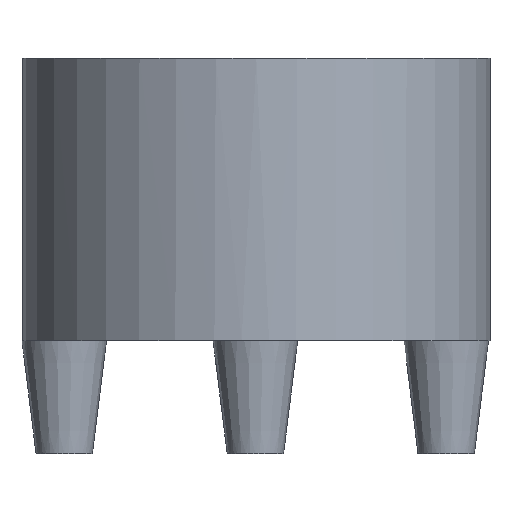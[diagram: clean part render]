
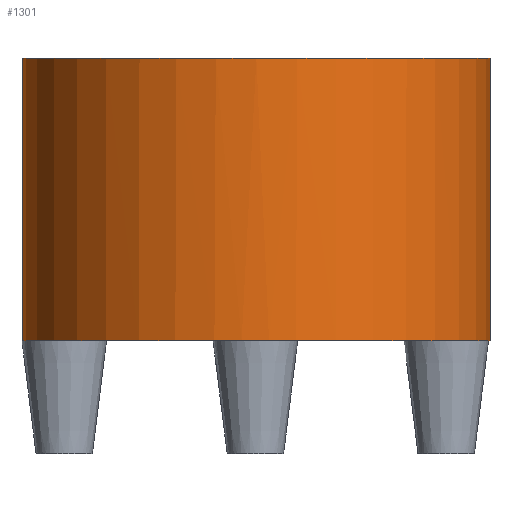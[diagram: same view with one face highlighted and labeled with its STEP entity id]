
A CAD part, front view. The second image highlights one B-rep face of the part: STEP entity #1301.
In plain terms, the highlighted cylindrical face has radius 5.258 mm (diameter 10.517 mm), a partial arc.
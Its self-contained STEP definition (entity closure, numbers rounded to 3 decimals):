
#44 = PLANE('',#45);
#45 = AXIS2_PLACEMENT_3D('',#46,#47,#48);
#46 = CARTESIAN_POINT('',(5.388,-1.706,0.));
#47 = DIRECTION('',(-1.,0.,0.));
#48 = DIRECTION('',(0.,1.,0.));
#73 = PLANE('',#74);
#74 = AXIS2_PLACEMENT_3D('',#75,#76,#77);
#75 = CARTESIAN_POINT('',(0.129,1.805,6.35));
#76 = DIRECTION('',(0.,0.,1.));
#77 = DIRECTION('',(1.,0.,0.));
#101 = PLANE('',#102);
#102 = AXIS2_PLACEMENT_3D('',#103,#104,#105);
#103 = CARTESIAN_POINT('',(-5.129,5.316,0.));
#104 = DIRECTION('',(1.,0.,0.));
#105 = DIRECTION('',(0.,-1.,0.));
#186 = PLANE('',#187);
#187 = AXIS2_PLACEMENT_3D('',#188,#189,#190);
#188 = CARTESIAN_POINT('',(0.129,1.805,0.));
#189 = DIRECTION('',(0.,0.,1.));
#190 = DIRECTION('',(1.,0.,0.));
#201 = EDGE_CURVE('',#202,#204,#206,.T.);
#202 = VERTEX_POINT('',#203);
#203 = CARTESIAN_POINT('',(5.388,-1.706,0.));
#204 = VERTEX_POINT('',#205);
#205 = CARTESIAN_POINT('',(5.388,-1.706,6.35));
#206 = SURFACE_CURVE('',#207,(#211,#218),.PCURVE_S1.);
#207 = LINE('',#208,#209);
#208 = CARTESIAN_POINT('',(5.388,-1.706,0.));
#209 = VECTOR('',#210,1.);
#210 = DIRECTION('',(0.,0.,1.));
#211 = PCURVE('',#44,#212);
#212 = DEFINITIONAL_REPRESENTATION('',(#213),#217);
#213 = LINE('',#214,#215);
#214 = CARTESIAN_POINT('',(0.,0.));
#215 = VECTOR('',#216,1.);
#216 = DIRECTION('',(0.,-1.));
#217 = ( GEOMETRIC_REPRESENTATION_CONTEXT(2) 
PARAMETRIC_REPRESENTATION_CONTEXT() REPRESENTATION_CONTEXT('2D SPACE',''
  ) );
#218 = PCURVE('',#219,#224);
#219 = CYLINDRICAL_SURFACE('',#220,5.258);
#220 = AXIS2_PLACEMENT_3D('',#221,#222,#223);
#221 = CARTESIAN_POINT('',(0.129,-1.706,0.));
#222 = DIRECTION('',(-0.,-0.,-1.));
#223 = DIRECTION('',(1.,0.,0.));
#224 = DEFINITIONAL_REPRESENTATION('',(#225),#229);
#225 = LINE('',#226,#227);
#226 = CARTESIAN_POINT('',(-6.283,0.));
#227 = VECTOR('',#228,1.);
#228 = DIRECTION('',(-0.,-1.));
#229 = ( GEOMETRIC_REPRESENTATION_CONTEXT(2) 
PARAMETRIC_REPRESENTATION_CONTEXT() REPRESENTATION_CONTEXT('2D SPACE',''
  ) );
#279 = VERTEX_POINT('',#280);
#280 = CARTESIAN_POINT('',(-5.129,-1.706,6.35));
#301 = EDGE_CURVE('',#302,#279,#304,.T.);
#302 = VERTEX_POINT('',#303);
#303 = CARTESIAN_POINT('',(-5.129,-1.706,0.));
#304 = SURFACE_CURVE('',#305,(#309,#316),.PCURVE_S1.);
#305 = LINE('',#306,#307);
#306 = CARTESIAN_POINT('',(-5.129,-1.706,0.));
#307 = VECTOR('',#308,1.);
#308 = DIRECTION('',(0.,0.,1.));
#309 = PCURVE('',#101,#310);
#310 = DEFINITIONAL_REPRESENTATION('',(#311),#315);
#311 = LINE('',#312,#313);
#312 = CARTESIAN_POINT('',(7.022,0.));
#313 = VECTOR('',#314,1.);
#314 = DIRECTION('',(0.,-1.));
#315 = ( GEOMETRIC_REPRESENTATION_CONTEXT(2) 
PARAMETRIC_REPRESENTATION_CONTEXT() REPRESENTATION_CONTEXT('2D SPACE',''
  ) );
#316 = PCURVE('',#219,#317);
#317 = DEFINITIONAL_REPRESENTATION('',(#318),#322);
#318 = LINE('',#319,#320);
#319 = CARTESIAN_POINT('',(-3.142,0.));
#320 = VECTOR('',#321,1.);
#321 = DIRECTION('',(-0.,-1.));
#322 = ( GEOMETRIC_REPRESENTATION_CONTEXT(2) 
PARAMETRIC_REPRESENTATION_CONTEXT() REPRESENTATION_CONTEXT('2D SPACE',''
  ) );
#429 = EDGE_CURVE('',#302,#430,#432,.T.);
#430 = VERTEX_POINT('',#431);
#431 = CARTESIAN_POINT('',(-0.814,-6.879,0.));
#432 = SURFACE_CURVE('',#433,(#438,#445),.PCURVE_S1.);
#433 = CIRCLE('',#434,5.258);
#434 = AXIS2_PLACEMENT_3D('',#435,#436,#437);
#435 = CARTESIAN_POINT('',(0.129,-1.706,0.));
#436 = DIRECTION('',(0.,0.,1.));
#437 = DIRECTION('',(1.,0.,0.));
#438 = PCURVE('',#186,#439);
#439 = DEFINITIONAL_REPRESENTATION('',(#440),#444);
#440 = CIRCLE('',#441,5.258);
#441 = AXIS2_PLACEMENT_2D('',#442,#443);
#442 = CARTESIAN_POINT('',(0.,-3.511));
#443 = DIRECTION('',(1.,0.));
#444 = ( GEOMETRIC_REPRESENTATION_CONTEXT(2) 
PARAMETRIC_REPRESENTATION_CONTEXT() REPRESENTATION_CONTEXT('2D SPACE',''
  ) );
#445 = PCURVE('',#219,#446);
#446 = DEFINITIONAL_REPRESENTATION('',(#447),#451);
#447 = LINE('',#448,#449);
#448 = CARTESIAN_POINT('',(-0.,0.));
#449 = VECTOR('',#450,1.);
#450 = DIRECTION('',(-1.,0.));
#451 = ( GEOMETRIC_REPRESENTATION_CONTEXT(2) 
PARAMETRIC_REPRESENTATION_CONTEXT() REPRESENTATION_CONTEXT('2D SPACE',''
  ) );
#483 = VERTEX_POINT('',#484);
#484 = CARTESIAN_POINT('',(1.027,-6.887,0.));
#506 = EDGE_CURVE('',#483,#202,#507,.T.);
#507 = SURFACE_CURVE('',#508,(#513,#520),.PCURVE_S1.);
#508 = CIRCLE('',#509,5.258);
#509 = AXIS2_PLACEMENT_3D('',#510,#511,#512);
#510 = CARTESIAN_POINT('',(0.129,-1.706,0.));
#511 = DIRECTION('',(0.,0.,1.));
#512 = DIRECTION('',(1.,0.,0.));
#513 = PCURVE('',#186,#514);
#514 = DEFINITIONAL_REPRESENTATION('',(#515),#519);
#515 = CIRCLE('',#516,5.258);
#516 = AXIS2_PLACEMENT_2D('',#517,#518);
#517 = CARTESIAN_POINT('',(0.,-3.511));
#518 = DIRECTION('',(1.,0.));
#519 = ( GEOMETRIC_REPRESENTATION_CONTEXT(2) 
PARAMETRIC_REPRESENTATION_CONTEXT() REPRESENTATION_CONTEXT('2D SPACE',''
  ) );
#520 = PCURVE('',#219,#521);
#521 = DEFINITIONAL_REPRESENTATION('',(#522),#526);
#522 = LINE('',#523,#524);
#523 = CARTESIAN_POINT('',(-0.,0.));
#524 = VECTOR('',#525,1.);
#525 = DIRECTION('',(-1.,0.));
#526 = ( GEOMETRIC_REPRESENTATION_CONTEXT(2) 
PARAMETRIC_REPRESENTATION_CONTEXT() REPRESENTATION_CONTEXT('2D SPACE',''
  ) );
#1279 = EDGE_CURVE('',#279,#204,#1280,.T.);
#1280 = SURFACE_CURVE('',#1281,(#1286,#1293),.PCURVE_S1.);
#1281 = CIRCLE('',#1282,5.258);
#1282 = AXIS2_PLACEMENT_3D('',#1283,#1284,#1285);
#1283 = CARTESIAN_POINT('',(0.129,-1.706,6.35));
#1284 = DIRECTION('',(0.,0.,1.));
#1285 = DIRECTION('',(1.,0.,0.));
#1286 = PCURVE('',#73,#1287);
#1287 = DEFINITIONAL_REPRESENTATION('',(#1288),#1292);
#1288 = CIRCLE('',#1289,5.258);
#1289 = AXIS2_PLACEMENT_2D('',#1290,#1291);
#1290 = CARTESIAN_POINT('',(0.,-3.511));
#1291 = DIRECTION('',(1.,0.));
#1292 = ( GEOMETRIC_REPRESENTATION_CONTEXT(2) 
PARAMETRIC_REPRESENTATION_CONTEXT() REPRESENTATION_CONTEXT('2D SPACE',''
  ) );
#1293 = PCURVE('',#219,#1294);
#1294 = DEFINITIONAL_REPRESENTATION('',(#1295),#1299);
#1295 = LINE('',#1296,#1297);
#1296 = CARTESIAN_POINT('',(-0.,-6.35));
#1297 = VECTOR('',#1298,1.);
#1298 = DIRECTION('',(-1.,0.));
#1299 = ( GEOMETRIC_REPRESENTATION_CONTEXT(2) 
PARAMETRIC_REPRESENTATION_CONTEXT() REPRESENTATION_CONTEXT('2D SPACE',''
  ) );
#1301 = ADVANCED_FACE('',(#1302),#219,.T.);
#1302 = FACE_BOUND('',#1303,.F.);
#1303 = EDGE_LOOP('',(#1304,#1305,#1306,#1307,#1308,#1335));
#1304 = ORIENTED_EDGE('',*,*,#301,.T.);
#1305 = ORIENTED_EDGE('',*,*,#1279,.T.);
#1306 = ORIENTED_EDGE('',*,*,#201,.F.);
#1307 = ORIENTED_EDGE('',*,*,#506,.F.);
#1308 = ORIENTED_EDGE('',*,*,#1309,.F.);
#1309 = EDGE_CURVE('',#430,#483,#1310,.T.);
#1310 = SURFACE_CURVE('',#1311,(#1316,#1323),.PCURVE_S1.);
#1311 = CIRCLE('',#1312,5.258);
#1312 = AXIS2_PLACEMENT_3D('',#1313,#1314,#1315);
#1313 = CARTESIAN_POINT('',(0.129,-1.706,0.));
#1314 = DIRECTION('',(0.,0.,1.));
#1315 = DIRECTION('',(1.,0.,0.));
#1316 = PCURVE('',#219,#1317);
#1317 = DEFINITIONAL_REPRESENTATION('',(#1318),#1322);
#1318 = LINE('',#1319,#1320);
#1319 = CARTESIAN_POINT('',(-0.,0.));
#1320 = VECTOR('',#1321,1.);
#1321 = DIRECTION('',(-1.,0.));
#1322 = ( GEOMETRIC_REPRESENTATION_CONTEXT(2) 
PARAMETRIC_REPRESENTATION_CONTEXT() REPRESENTATION_CONTEXT('2D SPACE',''
  ) );
#1323 = PCURVE('',#1324,#1329);
#1324 = PLANE('',#1325);
#1325 = AXIS2_PLACEMENT_3D('',#1326,#1327,#1328);
#1326 = CARTESIAN_POINT('',(0.107,-6.639,0.));
#1327 = DIRECTION('',(0.,0.,1.));
#1328 = DIRECTION('',(1.,0.,0.));
#1329 = DEFINITIONAL_REPRESENTATION('',(#1330),#1334);
#1330 = CIRCLE('',#1331,5.258);
#1331 = AXIS2_PLACEMENT_2D('',#1332,#1333);
#1332 = CARTESIAN_POINT('',(0.022,4.933));
#1333 = DIRECTION('',(1.,0.));
#1334 = ( GEOMETRIC_REPRESENTATION_CONTEXT(2) 
PARAMETRIC_REPRESENTATION_CONTEXT() REPRESENTATION_CONTEXT('2D SPACE',''
  ) );
#1335 = ORIENTED_EDGE('',*,*,#429,.F.);
